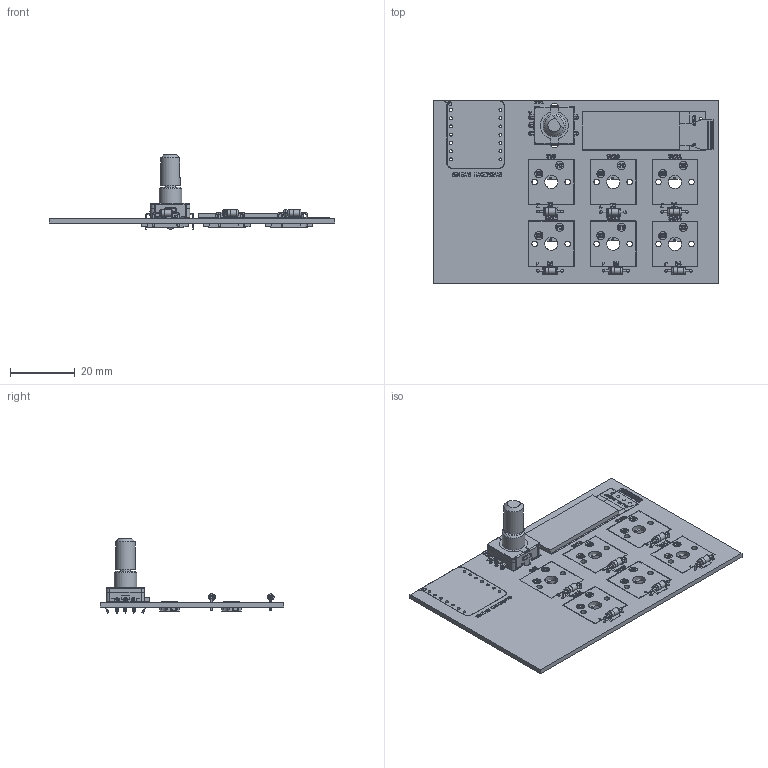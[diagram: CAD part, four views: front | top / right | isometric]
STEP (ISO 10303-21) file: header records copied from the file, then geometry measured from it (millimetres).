
FILE_DESCRIPTION(('KiCad electronic assembly'),'2;1');
FILE_NAME('Macropad Actual1.step','2025-11-26T18:25:22',('Pcbnew'),( 'Kicad'),'Open CASCADE STEP processor 7.8','KiCad to STEP converter' ,'Unknown');
FILE_SCHEMA(('AUTOMOTIVE_DESIGN { 1 0 10303 214 1 1 1 1 }'));
Length unit declared in the file: millimetre
Products named in the file (13): Macropad Actual1 1; Kailh Hotswap; Contact; SOLID; D_DO-35_SOD27_P7.62mm_Horizontal; SSD1306_OLED-0.91-128x32; EC11-THT-15F-green; EC11-Base; EC11-Shaft-F; EC11-Housing-THT; Macropad Actual_silkscreen; Macropad Actual_PCB; Macropad Actual1 2
Assembly tree (22 placements, depth 3):
  Macropad Actual1 1
    Kailh Hotswap  x6
      Contact
      SOLID
    D_DO-35_SOD27_P7.62mm_Horizontal  x6
    SSD1306_OLED-0.91-128x32
    EC11-THT-15F-green
      EC11-Base
      EC11-Shaft-F
      EC11-Housing-THT
    Macropad Actual_silkscreen
    Macropad Actual_PCB
  Macropad Actual1 2
Bounding box: 87.92 x 56.61 x 23 mm (x, y, z)
Volume: 9483.9 mm3; surface area: 15444.1 mm2
Topology: 56 solids, 150 shells, 3398 faces, 10092 edges, 6985 vertices
Faces by surface type: plane 2081, cylinder 787, bspline 356, torus 93, cone 62, sphere 10, revolution 9
Full cylindrical faces by diameter (mm): 0.5 x18, 0.8 x14, 0.889 x14, 1 x9, 1.5 x12, 1.7 x12, 2 x12, 2.02 x6, 2.6 x2, 2.9 x12, 3 x2, 4 x6, 6 x1, 7 x1
Entity records: 51199 total; most frequent: CARTESIAN_POINT 10633, DIRECTION 7231, ORIENTED_EDGE 6682, EDGE_CURVE 4345, VERTEX_POINT 3482, LINE 3196, VECTOR 3196, AXIS2_PLACEMENT_3D 2013
